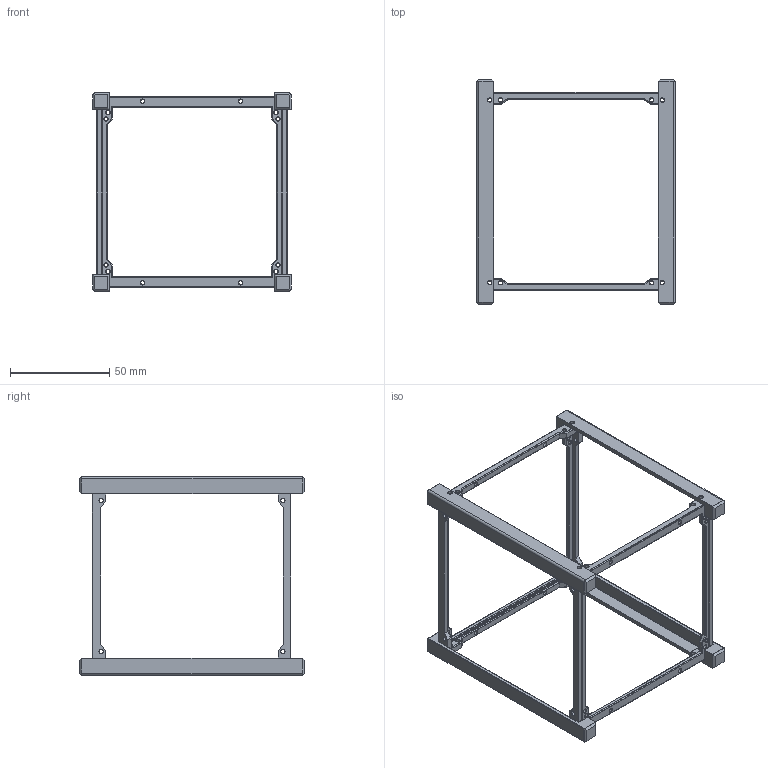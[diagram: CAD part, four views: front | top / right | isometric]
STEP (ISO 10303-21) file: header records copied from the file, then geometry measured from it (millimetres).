
FILE_DESCRIPTION(('STEP AP203'), '1');
FILE_NAME('栖闉罻', '', ('UNSPECIFIED'), ('UNSPECIFIED'), 'C3D Converter', 'C3D Toolkit', '');
FILE_SCHEMA(('CONFIG_CONTROL_DESIGN'));
Length unit declared in the file: millimetre
Products named in the file (4): ANY; CubeSat Assembly
Assembly tree (5 placements, depth 3):
  (unnamed)
    ANY
      CubeSat Assembly  x2
      CubeSat Assembly  x2
Bounding box: 100 x 113.5 x 100 mm (x, y, z)
Volume: 29230.1 mm3; surface area: 31040.6 mm2
Topology: 4 solids, 4 shells, 1556 faces, 3988 edges, 2278 vertices
Faces by surface type: cylinder 644, plane 278, torus 216, bspline 212, sphere 206
Full cylindrical faces by diameter (mm): 2 x56, 2.5 x2
Entity records: 27240 total; most frequent: CARTESIAN_POINT 9259, DIRECTION 3802, ORIENTED_EDGE 3654, EDGE_CURVE 1827, AXIS2_PLACEMENT_3D 1584, VERTEX_POINT 1139, FACE_BOUND 924, EDGE_LOOP 924
